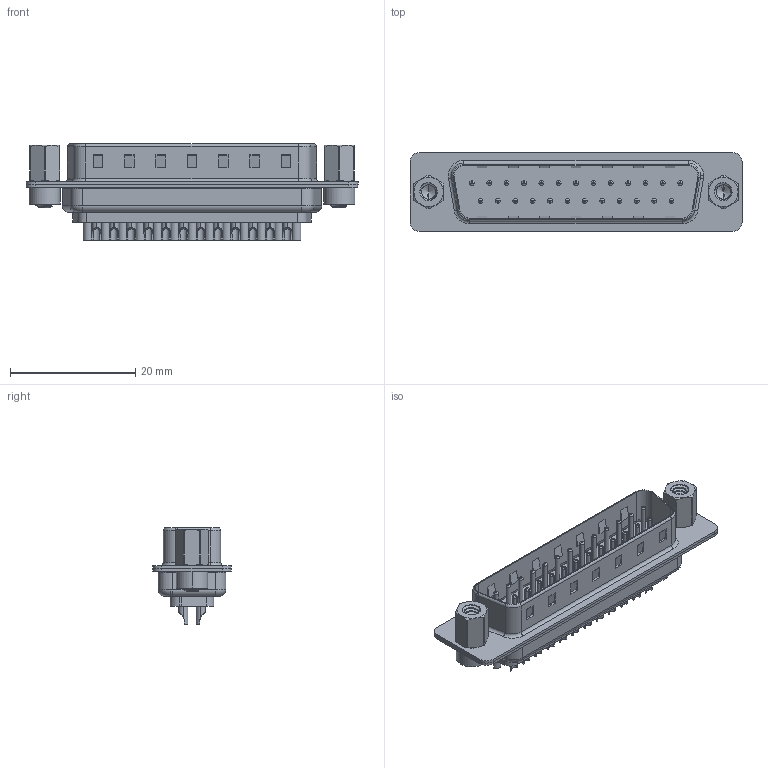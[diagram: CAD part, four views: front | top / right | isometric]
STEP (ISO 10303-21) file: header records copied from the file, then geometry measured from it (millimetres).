
FILE_DESCRIPTION (( 'STEP AP203' ), '1' );
FILE_NAME ('627-025-622-543.STEP', '2018-10-05T09:00:22', ( '' ), ( '' ), 'SwSTEP 2.0', 'SolidWorks 2016', '' );
FILE_SCHEMA (( 'CONFIG_CONTROL_DESIGN' ));
Length unit declared in the file: millimetre
Products named in the file (8): 627 Contact Row 2_22L; 627 4-40 Threaded Rivet; 627 4-40 Hex Standoff; 627-025-622-543; 627 Housing_25 LP; 627 Shell Front_25 Contacts; 627 Shell Rear_25 Contacts; 627 Contact Row 1_22L
Assembly tree (32 placements, depth 2):
  627-025-622-543
    627 Housing_25 LP
    627 Shell Front_25 Contacts
    627 Shell Rear_25 Contacts
    627 Contact Row 1_22L  x13
    627 Contact Row 2_22L  x12
    627 4-40 Threaded Rivet  x2
    627 4-40 Hex Standoff  x2
Bounding box: 53 x 12.6 x 15.35 mm (x, y, z)
Volume: 2905.4 mm3; surface area: 8345.2 mm2
Topology: 32 solids, 32 shells, 2102 faces, 5407 edges, 3430 vertices
Faces by surface type: cylinder 934, torus 581, plane 543, cone 26, bspline 18
Entity records: 27450 total; most frequent: CARTESIAN_POINT 8230, DIRECTION 3904, ORIENTED_EDGE 3582, EDGE_CURVE 1791, AXIS2_PLACEMENT_3D 1533, VERTEX_POINT 1148, EDGE_LOOP 871, VECTOR 838
